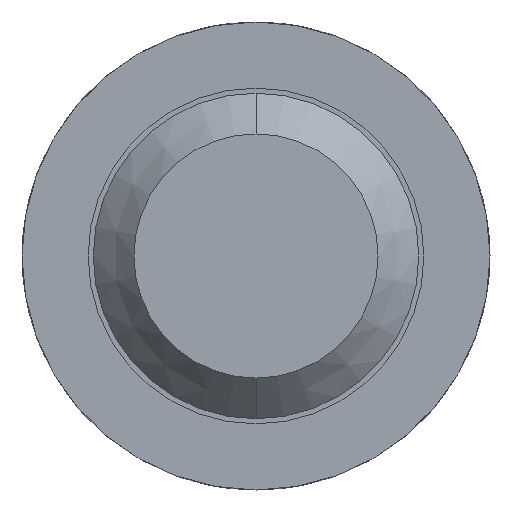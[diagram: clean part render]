
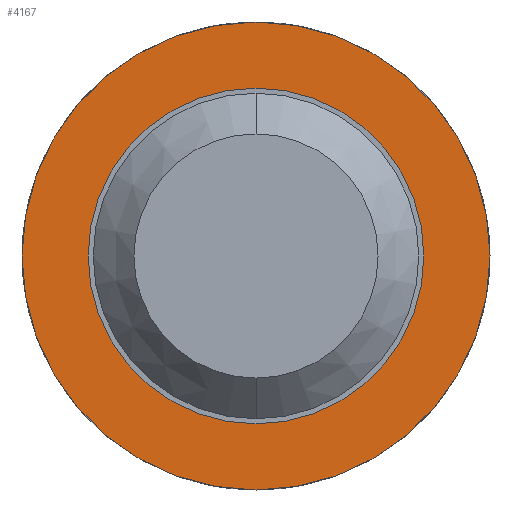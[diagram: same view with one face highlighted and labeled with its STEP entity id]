
A CAD part, front view. The second image highlights one B-rep face of the part: STEP entity #4167.
In plain terms, the highlighted planar face has unit normal (0, -1, 0).
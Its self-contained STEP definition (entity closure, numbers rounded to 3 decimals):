
#37 = DIRECTION ( 'NONE',  ( 0., 1., 0. ) ) ;
#264 = AXIS2_PLACEMENT_3D ( 'NONE', #2511, #37, #3960 ) ;
#355 = ORIENTED_EDGE ( 'NONE', *, *, #4478, .T. ) ;
#476 = VERTEX_POINT ( 'NONE', #2129 ) ;
#531 = ORIENTED_EDGE ( 'NONE', *, *, #3774, .T. ) ;
#700 = EDGE_CURVE ( 'Defeature ausgef�hrt1_39+Defeature ausgef�hrt1_45+Defeature ausgef�hrt1_45+Defeature ausgef�hrt1_45', #4203, #2324, #961, .T. ) ;
#907 = DIRECTION ( 'NONE',  ( 0., 0., 1. ) ) ;
#948 = DIRECTION ( 'NONE',  ( 0., 1., 0. ) ) ;
#961 = CIRCLE ( 'NONE', #3688, 1.15 ) ;
#983 = DIRECTION ( 'NONE',  ( 0., 0., 1. ) ) ;
#985 = ORIENTED_EDGE ( 'NONE', *, *, #2318, .F. ) ;
#1279 = DIRECTION ( 'NONE',  ( 0., 1., 0. ) ) ;
#1537 = CARTESIAN_POINT ( 'NONE',  ( 0., -1.5, 0. ) ) ;
#1848 = CIRCLE ( 'NONE', #1866, 0.825 ) ;
#1856 = CARTESIAN_POINT ( 'NONE',  ( 0., -1.5, 1.15 ) ) ;
#1866 = AXIS2_PLACEMENT_3D ( 'NONE', #2438, #3814, #983 ) ;
#1926 = DIRECTION ( 'NONE',  ( 0., 0., 1. ) ) ;
#2074 = CARTESIAN_POINT ( 'NONE',  ( 0., -1.5, -0.825 ) ) ;
#2126 = AXIS2_PLACEMENT_3D ( 'NONE', #1537, #3708, #1926 ) ;
#2129 = CARTESIAN_POINT ( 'NONE',  ( 0., -1.5, 0.825 ) ) ;
#2214 = EDGE_LOOP ( 'NONE', ( #985, #3472 ) ) ;
#2318 = EDGE_CURVE ( 'Defeature ausgef�hrt1_39+Defeature ausgef�hrt1_45+Defeature ausgef�hrt1_45+Defeature ausgef�hrt1_45', #2324, #4203, #4224, .T. ) ;
#2324 = VERTEX_POINT ( 'NONE', #1856 ) ;
#2367 = CARTESIAN_POINT ( 'NONE',  ( 0.825, -1.5, 0. ) ) ;
#2438 = CARTESIAN_POINT ( 'NONE',  ( 0., -1.5, 0. ) ) ;
#2511 = CARTESIAN_POINT ( 'NONE',  ( 0., -1.5, 0. ) ) ;
#2742 = CARTESIAN_POINT ( 'NONE',  ( 0., -1.5, -1.15 ) ) ;
#3027 = CARTESIAN_POINT ( 'NONE',  ( 0., -1.5, 0. ) ) ;
#3112 = PLANE ( 'NONE',  #4112 ) ;
#3368 = CIRCLE ( 'NONE', #2126, 0.825 ) ;
#3436 = EDGE_LOOP ( 'NONE', ( #355, #531 ) ) ;
#3472 = ORIENTED_EDGE ( 'NONE', *, *, #700, .F. ) ;
#3688 = AXIS2_PLACEMENT_3D ( 'NONE', #3027, #1279, #907 ) ;
#3708 = DIRECTION ( 'NONE',  ( 0., 1., 0. ) ) ;
#3774 = EDGE_CURVE ( 'Defeature ausgef�hrt1_45+Defeature ausgef�hrt1_44+Defeature ausgef�hrt1_44+Defeature ausgef�hrt1_44', #4144, #476, #1848, .T. ) ;
#3814 = DIRECTION ( 'NONE',  ( 0., 1., 0. ) ) ;
#3960 = DIRECTION ( 'NONE',  ( 0., 0., 1. ) ) ;
#4102 = FACE_BOUND ( 'NONE', #3436, .T. ) ;
#4112 = AXIS2_PLACEMENT_3D ( 'NONE', #2367, #948, #4501 ) ;
#4144 = VERTEX_POINT ( 'NONE', #2074 ) ;
#4167 = ADVANCED_FACE ( 'Defeature ausgef�hrt1_45', ( #4371, #4102 ), #3112, .F. ) ;
#4203 = VERTEX_POINT ( 'NONE', #2742 ) ;
#4224 = CIRCLE ( 'NONE', #264, 1.15 ) ;
#4371 = FACE_OUTER_BOUND ( 'NONE', #2214, .T. ) ;
#4478 = EDGE_CURVE ( 'Defeature ausgef�hrt1_45+Defeature ausgef�hrt1_44+Defeature ausgef�hrt1_44+Defeature ausgef�hrt1_44', #476, #4144, #3368, .T. ) ;
#4501 = DIRECTION ( 'NONE',  ( 0., 0., 1. ) ) ;
